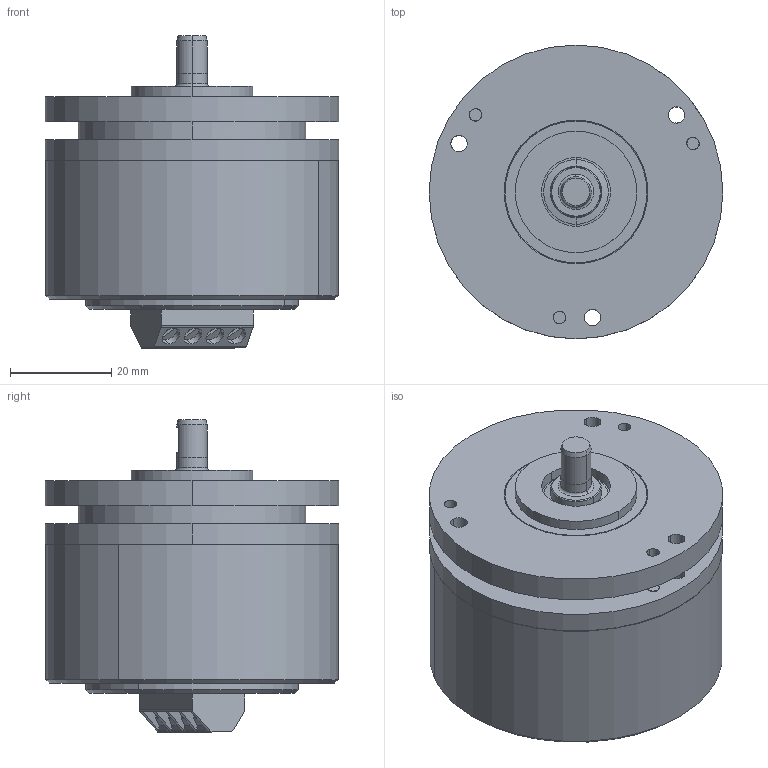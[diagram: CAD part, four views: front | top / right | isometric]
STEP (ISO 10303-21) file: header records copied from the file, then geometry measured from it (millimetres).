
FILE_DESCRIPTION((''),'2;1');
FILE_NAME('521595','2010-11-10T',('se2802'),(''),'PRO/ENGINEER BY PARAMETRIC TECHNOLOGY CORPORATION, 2010180','PRO/ENGINEER BY PARAMETRIC TECHNOLOGY CORPORATION, 2010180','');
FILE_SCHEMA(('CONFIG_CONTROL_DESIGN'));
Length unit declared in the file: millimetre
Products named in the file (1): 521595
Bounding box: 58 x 58 x 61.7 mm (x, y, z)
Volume: 64972.6 mm3; surface area: 36683.8 mm2
Topology: 2 solids, 4 shells, 1483 faces, 4109 edges, 2695 vertices
Faces by surface type: plane 613, cylinder 410, extrusion 324, cone 68, torus 58, sphere 6, bspline 4
Entity records: 52069 total; most frequent: CARTESIAN_POINT 14473, ORIENTED_EDGE 8214, DIRECTION 7152, EDGE_CURVE 4107, VERTEX_POINT 2695, AXIS2_PLACEMENT_3D 2417, VECTOR 2318, LINE 1994
